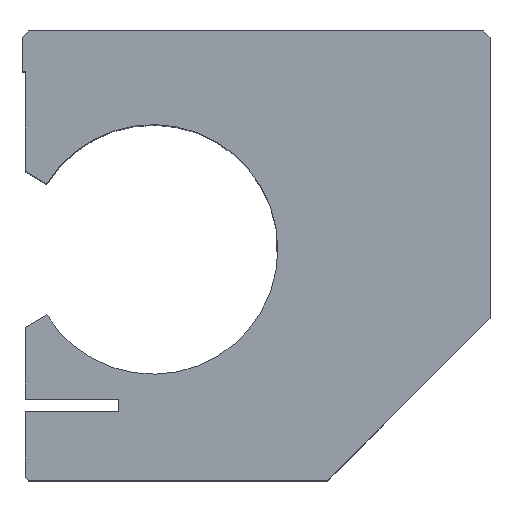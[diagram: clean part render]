
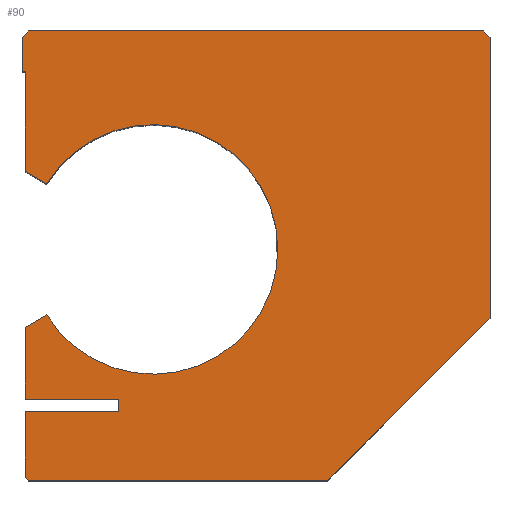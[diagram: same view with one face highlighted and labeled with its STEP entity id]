
A CAD part, top view. The second image highlights one B-rep face of the part: STEP entity #90.
In plain terms, the highlighted planar face has unit normal (0, 0, 1).
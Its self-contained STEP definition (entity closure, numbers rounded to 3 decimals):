
#90 = ADVANCED_FACE( '', ( #213 ), #214, .T. );
#213 = FACE_OUTER_BOUND( '', #376, .T. );
#214 = PLANE( '', #377 );
#376 = EDGE_LOOP( '', ( #592, #593, #594, #595, #596, #597, #598, #599, #600, #601, #602, #603, #604, #605, #606, #607, #608, #609 ) );
#377 = AXIS2_PLACEMENT_3D( '', #610, #611, #612 );
#592 = ORIENTED_EDGE( '', *, *, #884, .T. );
#593 = ORIENTED_EDGE( '', *, *, #885, .T. );
#594 = ORIENTED_EDGE( '', *, *, #886, .T. );
#595 = ORIENTED_EDGE( '', *, *, #866, .T. );
#596 = ORIENTED_EDGE( '', *, *, #887, .T. );
#597 = ORIENTED_EDGE( '', *, *, #841, .F. );
#598 = ORIENTED_EDGE( '', *, *, #888, .T. );
#599 = ORIENTED_EDGE( '', *, *, #889, .T. );
#600 = ORIENTED_EDGE( '', *, *, #890, .T. );
#601 = ORIENTED_EDGE( '', *, *, #851, .T. );
#602 = ORIENTED_EDGE( '', *, *, #856, .T. );
#603 = ORIENTED_EDGE( '', *, *, #891, .T. );
#604 = ORIENTED_EDGE( '', *, *, #861, .T. );
#605 = ORIENTED_EDGE( '', *, *, #892, .T. );
#606 = ORIENTED_EDGE( '', *, *, #893, .T. );
#607 = ORIENTED_EDGE( '', *, *, #894, .T. );
#608 = ORIENTED_EDGE( '', *, *, #895, .T. );
#609 = ORIENTED_EDGE( '', *, *, #834, .T. );
#610 = CARTESIAN_POINT( '', ( -16.5, 37., 67. ) );
#611 = DIRECTION( '', ( 0., 0., 1. ) );
#612 = DIRECTION( '', ( 1., 0., 0. ) );
#834 = EDGE_CURVE( '', #969, #967, #970, .T. );
#841 = EDGE_CURVE( '', #980, #982, #983, .T. );
#851 = EDGE_CURVE( '', #999, #997, #1000, .T. );
#856 = EDGE_CURVE( '', #997, #1005, #1007, .T. );
#861 = EDGE_CURVE( '', #1016, #1014, #1017, .T. );
#866 = EDGE_CURVE( '', #1025, #1023, #1026, .T. );
#884 = EDGE_CURVE( '', #967, #1052, #1053, .T. );
#885 = EDGE_CURVE( '', #1052, #1054, #1055, .T. );
#886 = EDGE_CURVE( '', #1054, #1025, #1056, .T. );
#887 = EDGE_CURVE( '', #1023, #982, #1057, .T. );
#888 = EDGE_CURVE( '', #980, #1058, #1059, .T. );
#889 = EDGE_CURVE( '', #1058, #1060, #1061, .T. );
#890 = EDGE_CURVE( '', #1060, #999, #1062, .T. );
#891 = EDGE_CURVE( '', #1005, #1016, #1063, .T. );
#892 = EDGE_CURVE( '', #1014, #1064, #1065, .T. );
#893 = EDGE_CURVE( '', #1064, #1066, #1067, .T. );
#894 = EDGE_CURVE( '', #1066, #1068, #1069, .T. );
#895 = EDGE_CURVE( '', #1068, #969, #1070, .T. );
#967 = VERTEX_POINT( '', #1160 );
#969 = VERTEX_POINT( '', #1163 );
#970 = LINE( '', #1164, #1165 );
#980 = VERTEX_POINT( '', #1215 );
#982 = VERTEX_POINT( '', #1218 );
#983 = CIRCLE( '', #1219, 20. );
#997 = VERTEX_POINT( '', #1288 );
#999 = VERTEX_POINT( '', #1291 );
#1000 = LINE( '', #1292, #1293 );
#1005 = VERTEX_POINT( '', #1300 );
#1007 = LINE( '', #1303, #1304 );
#1014 = VERTEX_POINT( '', #1312 );
#1016 = VERTEX_POINT( '', #1315 );
#1017 = LINE( '', #1316, #1317 );
#1023 = VERTEX_POINT( '', #1325 );
#1025 = VERTEX_POINT( '', #1328 );
#1026 = LINE( '', #1329, #1330 );
#1052 = VERTEX_POINT( '', #1369 );
#1053 = LINE( '', #1370, #1371 );
#1054 = VERTEX_POINT( '', #1372 );
#1055 = LINE( '', #1373, #1374 );
#1056 = LINE( '', #1375, #1376 );
#1057 = LINE( '', #1377, #1378 );
#1058 = VERTEX_POINT( '', #1379 );
#1059 = LINE( '', #1380, #1381 );
#1060 = VERTEX_POINT( '', #1382 );
#1061 = LINE( '', #1383, #1384 );
#1062 = LINE( '', #1385, #1386 );
#1063 = LINE( '', #1387, #1388 );
#1064 = VERTEX_POINT( '', #1389 );
#1065 = LINE( '', #1390, #1391 );
#1066 = VERTEX_POINT( '', #1392 );
#1067 = LINE( '', #1393, #1394 );
#1068 = VERTEX_POINT( '', #1395 );
#1069 = LINE( '', #1396, #1397 );
#1070 = LINE( '', #1398, #1399 );
#1160 = CARTESIAN_POINT( '', ( -36.5, 72., 67. ) );
#1163 = CARTESIAN_POINT( '', ( 36.5, 72., 67. ) );
#1164 = CARTESIAN_POINT( '', ( 36.5, 72., 67. ) );
#1165 = VECTOR( '', #1498, 1000. );
#1215 = CARTESIAN_POINT( '', ( -33.522, 26.5, 67. ) );
#1218 = CARTESIAN_POINT( '', ( -33.522, 47.5, 67. ) );
#1219 = AXIS2_PLACEMENT_3D( '', #1507, #1508, #1509 );
#1288 = CARTESIAN_POINT( '', ( -22., 11., 67. ) );
#1291 = CARTESIAN_POINT( '', ( -22., 13., 67. ) );
#1292 = CARTESIAN_POINT( '', ( -22., 13., 67. ) );
#1293 = VECTOR( '', #1519, 1000. );
#1300 = CARTESIAN_POINT( '', ( -37., 11., 67. ) );
#1303 = CARTESIAN_POINT( '', ( -22., 11., 67. ) );
#1304 = VECTOR( '', #1523, 1000. );
#1312 = CARTESIAN_POINT( '', ( -36.5, 0., 67. ) );
#1315 = CARTESIAN_POINT( '', ( -37., 0.5, 67. ) );
#1316 = CARTESIAN_POINT( '', ( -37., 0.5, 67. ) );
#1317 = VECTOR( '', #1529, 1000. );
#1325 = CARTESIAN_POINT( '', ( -37., 49.508, 67. ) );
#1328 = CARTESIAN_POINT( '', ( -37., 65.5, 67. ) );
#1329 = CARTESIAN_POINT( '', ( -37., 65.5, 67. ) );
#1330 = VECTOR( '', #1533, 1000. );
#1369 = CARTESIAN_POINT( '', ( -37.5, 71., 67. ) );
#1370 = CARTESIAN_POINT( '', ( -36.5, 72., 67. ) );
#1371 = VECTOR( '', #1550, 1000. );
#1372 = CARTESIAN_POINT( '', ( -37.5, 65.5, 67. ) );
#1373 = CARTESIAN_POINT( '', ( -37.5, 71., 67. ) );
#1374 = VECTOR( '', #1551, 1000. );
#1375 = CARTESIAN_POINT( '', ( -37.5, 65.5, 67. ) );
#1376 = VECTOR( '', #1552, 1000. );
#1377 = CARTESIAN_POINT( '', ( -37., 49.508, 67. ) );
#1378 = VECTOR( '', #1553, 1000. );
#1379 = CARTESIAN_POINT( '', ( -37., 24.492, 67. ) );
#1380 = CARTESIAN_POINT( '', ( -33.522, 26.5, 67. ) );
#1381 = VECTOR( '', #1554, 1000. );
#1382 = CARTESIAN_POINT( '', ( -37., 13., 67. ) );
#1383 = CARTESIAN_POINT( '', ( -37., 24.492, 67. ) );
#1384 = VECTOR( '', #1555, 1000. );
#1385 = CARTESIAN_POINT( '', ( -37., 13., 67. ) );
#1386 = VECTOR( '', #1556, 1000. );
#1387 = CARTESIAN_POINT( '', ( -37., 11., 67. ) );
#1388 = VECTOR( '', #1557, 1000. );
#1389 = CARTESIAN_POINT( '', ( 11.5, 0., 67. ) );
#1390 = CARTESIAN_POINT( '', ( -36.5, 0., 67. ) );
#1391 = VECTOR( '', #1558, 1000. );
#1392 = CARTESIAN_POINT( '', ( 37.5, 26., 67. ) );
#1393 = CARTESIAN_POINT( '', ( 11.5, 0., 67. ) );
#1394 = VECTOR( '', #1559, 1000. );
#1395 = CARTESIAN_POINT( '', ( 37.5, 71., 67. ) );
#1396 = CARTESIAN_POINT( '', ( 37.5, 26., 67. ) );
#1397 = VECTOR( '', #1560, 1000. );
#1398 = CARTESIAN_POINT( '', ( 37.5, 71., 67. ) );
#1399 = VECTOR( '', #1561, 1000. );
#1498 = DIRECTION( '', ( -1., 0., 0. ) );
#1507 = CARTESIAN_POINT( '', ( -16.5, 37., 67. ) );
#1508 = DIRECTION( '', ( 0., 0., 1. ) );
#1509 = DIRECTION( '', ( 1., 0., 0. ) );
#1519 = DIRECTION( '', ( 0., -1., 0. ) );
#1523 = DIRECTION( '', ( -1., 0., 0. ) );
#1529 = DIRECTION( '', ( 0.707, -0.707, 0. ) );
#1533 = DIRECTION( '', ( 0., -1., 0. ) );
#1550 = DIRECTION( '', ( -0.707, -0.707, 0. ) );
#1551 = DIRECTION( '', ( 0., -1., 0. ) );
#1552 = DIRECTION( '', ( 1., 0., 0. ) );
#1553 = DIRECTION( '', ( 0.866, -0.5, 0. ) );
#1554 = DIRECTION( '', ( -0.866, -0.5, 0. ) );
#1555 = DIRECTION( '', ( 0., -1., 0. ) );
#1556 = DIRECTION( '', ( 1., 0., 0. ) );
#1557 = DIRECTION( '', ( 0., -1., 0. ) );
#1558 = DIRECTION( '', ( 1., 0., 0. ) );
#1559 = DIRECTION( '', ( 0.707, 0.707, 0. ) );
#1560 = DIRECTION( '', ( 0., 1., 0. ) );
#1561 = DIRECTION( '', ( -0.707, 0.707, 0. ) );
